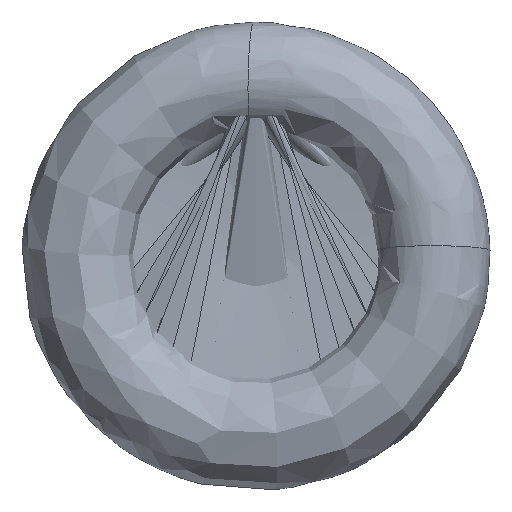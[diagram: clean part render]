
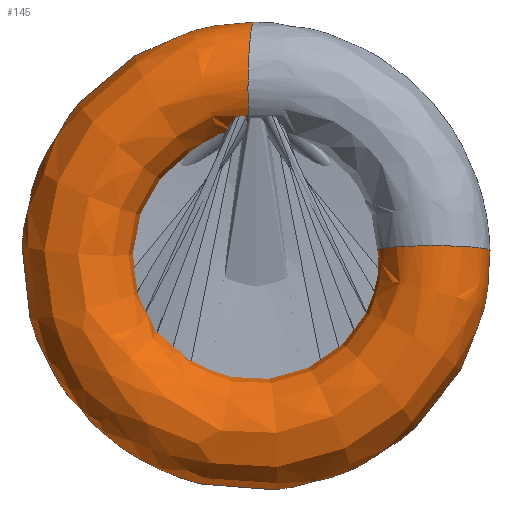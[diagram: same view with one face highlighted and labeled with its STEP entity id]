
A CAD part, left-side view. The second image highlights one B-rep face of the part: STEP entity #145.
In plain terms, the highlighted free-form (B-spline) face has degree [3, 3] with [7, 7] control points.
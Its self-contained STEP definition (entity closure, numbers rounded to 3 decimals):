
#145=ADVANCED_FACE('',(#160,#161),#158,.F.);
#158=(
BOUNDED_SURFACE()
B_SPLINE_SURFACE(3,3,((#344,#345,#346,#347,#348,#349,#350),(#351,#352,#353,
#354,#355,#356,#357),(#358,#359,#360,#361,#362,#363,#364),(#365,#366,#367,
#368,#369,#370,#371),(#372,#373,#374,#375,#376,#377,#378),(#379,#380,#381,
#382,#383,#384,#385),(#386,#387,#388,#389,#390,#391,#392)),
 .UNSPECIFIED.,.T.,.F.,.F.)
B_SPLINE_SURFACE_WITH_KNOTS((1,3,3,3,1),(4,3,4),(-0.5,0.,0.5,1.,1.5),(0.,
0.5,1.),.UNSPECIFIED.)
GEOMETRIC_REPRESENTATION_ITEM()
RATIONAL_B_SPLINE_SURFACE(((1.,0.586,0.586,1.,0.586,
0.586,1.),(0.333,0.195,0.195,
0.333,0.195,0.195,0.333),
(0.333,0.195,0.195,0.333,
0.195,0.195,0.333),(1.,0.586,
0.586,1.,0.586,0.586,1.),(0.333,
0.195,0.195,0.333,0.195,
0.195,0.333),(0.333,0.195,
0.195,0.333,0.195,0.195,
0.333),(1.,0.586,0.586,1.,0.586,
0.586,1.)))
REPRESENTATION_ITEM('')
SURFACE()
);
#160=FACE_BOUND('',#184,.T.);
#161=FACE_BOUND('',#185,.T.);
#184=EDGE_LOOP('',(#208));
#185=EDGE_LOOP('',(#209));
#208=ORIENTED_EDGE('',*,*,#245,.T.);
#209=ORIENTED_EDGE('',*,*,#246,.F.);
#232=VERTEX_POINT('',#341);
#233=VERTEX_POINT('',#343);
#245=EDGE_CURVE('',#232,#232,#257,.T.);
#246=EDGE_CURVE('',#233,#233,#258,.T.);
#257=CIRCLE('',#270,8.);
#258=CIRCLE('',#271,8.);
#270=AXIS2_PLACEMENT_3D('',#340,#294,#295);
#271=AXIS2_PLACEMENT_3D('',#342,#296,#297);
#294=DIRECTION('',(0.087,0.996,0.016));
#295=DIRECTION('',(0.996,-0.087,-0.001));
#296=DIRECTION('',(0.087,0.,0.996));
#297=DIRECTION('',(0.996,0.,-0.087));
#340=CARTESIAN_POINT('',(7.97,0.408,25.));
#341=CARTESIAN_POINT('',(15.939,-0.289,24.989));
#342=CARTESIAN_POINT('',(7.97,-24.99,0.803));
#343=CARTESIAN_POINT('',(15.939,-24.99,0.106));
#344=CARTESIAN_POINT('',(15.939,-24.99,0.106));
#345=CARTESIAN_POINT('',(15.939,-25.101,-26.203));
#346=CARTESIAN_POINT('',(15.939,-0.798,-36.277));
#347=CARTESIAN_POINT('',(15.939,17.736,-17.606));
#348=CARTESIAN_POINT('',(15.939,36.27,1.065));
#349=CARTESIAN_POINT('',(15.939,26.017,25.293));
#350=CARTESIAN_POINT('',(15.939,-0.289,24.989));
#351=CARTESIAN_POINT('',(15.939,-8.99,0.106));
#352=CARTESIAN_POINT('',(15.939,-9.101,-9.359));
#353=CARTESIAN_POINT('',(15.939,-0.385,-13.049));
#354=CARTESIAN_POINT('',(15.939,6.333,-6.382));
#355=CARTESIAN_POINT('',(15.939,13.051,0.285));
#356=CARTESIAN_POINT('',(15.939,9.428,9.029));
#357=CARTESIAN_POINT('',(15.939,-0.037,8.991));
#358=CARTESIAN_POINT('',(0.,-8.99,1.5));
#359=CARTESIAN_POINT('',(0.,-10.569,-7.964));
#360=CARTESIAN_POINT('',(0.,-2.41,-13.013));
#361=CARTESIAN_POINT('',(0.,5.355,-7.376));
#362=CARTESIAN_POINT('',(0.,13.119,-1.738));
#363=CARTESIAN_POINT('',(0.,10.846,7.583));
#364=CARTESIAN_POINT('',(0.,1.358,9.013));
#365=CARTESIAN_POINT('',(0.,-24.99,1.5));
#366=CARTESIAN_POINT('',(0.,-26.569,-24.808));
#367=CARTESIAN_POINT('',(0.,-2.823,-36.241));
#368=CARTESIAN_POINT('',(0.,16.758,-18.6));
#369=CARTESIAN_POINT('',(0.,36.338,-0.958));
#370=CARTESIAN_POINT('',(0.,27.435,23.848));
#371=CARTESIAN_POINT('',(0.,1.105,25.011));
#372=CARTESIAN_POINT('',(0.,-40.99,1.5));
#373=CARTESIAN_POINT('',(0.,-42.569,-41.652));
#374=CARTESIAN_POINT('',(0.,-3.236,-59.469));
#375=CARTESIAN_POINT('',(0.,28.16,-29.824));
#376=CARTESIAN_POINT('',(0.,59.557,-0.178));
#377=CARTESIAN_POINT('',(0.,44.023,40.112));
#378=CARTESIAN_POINT('',(0.,0.852,41.009));
#379=CARTESIAN_POINT('',(15.939,-40.99,0.106));
#380=CARTESIAN_POINT('',(15.939,-41.101,-43.046));
#381=CARTESIAN_POINT('',(15.939,-1.211,-59.505));
#382=CARTESIAN_POINT('',(15.939,29.139,-28.83));
#383=CARTESIAN_POINT('',(15.939,59.489,1.845));
#384=CARTESIAN_POINT('',(15.939,42.606,41.558));
#385=CARTESIAN_POINT('',(15.939,-0.542,40.987));
#386=CARTESIAN_POINT('',(15.939,-24.99,0.106));
#387=CARTESIAN_POINT('',(15.939,-25.101,-26.203));
#388=CARTESIAN_POINT('',(15.939,-0.798,-36.277));
#389=CARTESIAN_POINT('',(15.939,17.736,-17.606));
#390=CARTESIAN_POINT('',(15.939,36.27,1.065));
#391=CARTESIAN_POINT('',(15.939,26.017,25.293));
#392=CARTESIAN_POINT('',(15.939,-0.289,24.989));
